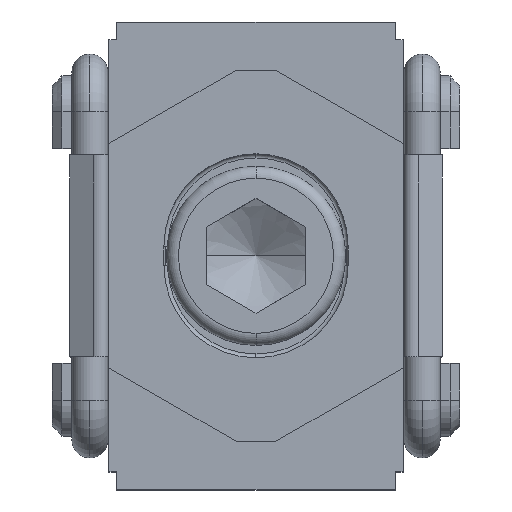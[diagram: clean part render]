
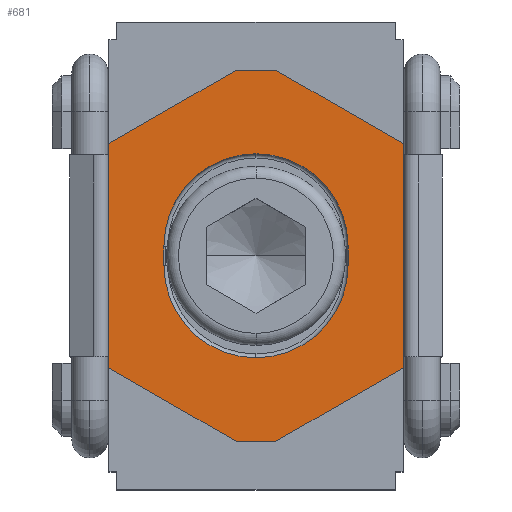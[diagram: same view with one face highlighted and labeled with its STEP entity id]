
A CAD part, top view. The second image highlights one B-rep face of the part: STEP entity #681.
In plain terms, the highlighted planar face has unit normal (0, 0, 1).
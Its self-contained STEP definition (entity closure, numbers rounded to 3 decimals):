
#681=ADVANCED_FACE('',(#1431,#1432),#1433,.T.);
#1431=FACE_OUTER_BOUND('',#2304,.T.);
#1432=FACE_BOUND('',#2305,.T.);
#1433=PLANE('',#2306);
#2304=EDGE_LOOP('',(#4013,#4014,#4015,#4016,#4017,#4018,#4019,#4020));
#2305=EDGE_LOOP('',(#4021,#4022,#4023,#4024));
#2306=AXIS2_PLACEMENT_3D('',#4025,#4026,#4027);
#4013=ORIENTED_EDGE('',*,*,#5598,.T.);
#4014=ORIENTED_EDGE('',*,*,#5599,.F.);
#4015=ORIENTED_EDGE('',*,*,#5600,.T.);
#4016=ORIENTED_EDGE('',*,*,#5601,.F.);
#4017=ORIENTED_EDGE('',*,*,#5602,.T.);
#4018=ORIENTED_EDGE('',*,*,#5603,.F.);
#4019=ORIENTED_EDGE('',*,*,#5604,.T.);
#4020=ORIENTED_EDGE('',*,*,#5605,.F.);
#4021=ORIENTED_EDGE('',*,*,#5606,.T.);
#4022=ORIENTED_EDGE('',*,*,#5607,.T.);
#4023=ORIENTED_EDGE('',*,*,#5608,.T.);
#4024=ORIENTED_EDGE('',*,*,#5609,.T.);
#4025=CARTESIAN_POINT('',(0.,0.,24.876));
#4026=DIRECTION('',(0.0,0.,1.0));
#4027=DIRECTION('',(0.0,1.0,0.));
#5598=EDGE_CURVE('',#6779,#6780,#6781,.T.);
#5599=EDGE_CURVE('',#6782,#6780,#6783,.T.);
#5600=EDGE_CURVE('',#6782,#6784,#6785,.T.);
#5601=EDGE_CURVE('',#6786,#6784,#6787,.T.);
#5602=EDGE_CURVE('',#6786,#6788,#6789,.T.);
#5603=EDGE_CURVE('',#6790,#6788,#6791,.T.);
#5604=EDGE_CURVE('',#6790,#6792,#6793,.T.);
#5605=EDGE_CURVE('',#6779,#6792,#6794,.T.);
#5606=EDGE_CURVE('',#6795,#6796,#6797,.T.);
#5607=EDGE_CURVE('',#6796,#6798,#6799,.T.);
#5608=EDGE_CURVE('',#6798,#6800,#6801,.T.);
#5609=EDGE_CURVE('',#6800,#6795,#6802,.T.);
#6779=VERTEX_POINT('',#8393);
#6780=VERTEX_POINT('',#8394);
#6781=LINE('',#8395,#8396);
#6782=VERTEX_POINT('',#8397);
#6783=LINE('',#8398,#8399);
#6784=VERTEX_POINT('',#8400);
#6785=LINE('',#8401,#8402);
#6786=VERTEX_POINT('',#8403);
#6787=LINE('',#8404,#8405);
#6788=VERTEX_POINT('',#8406);
#6789=LINE('',#8407,#8408);
#6790=VERTEX_POINT('',#8409);
#6791=LINE('',#8410,#8411);
#6792=VERTEX_POINT('',#8412);
#6793=LINE('',#8413,#8414);
#6794=LINE('',#8415,#8416);
#6795=VERTEX_POINT('',#8417);
#6796=VERTEX_POINT('',#8418);
#6797=CIRCLE('',#8419,9.25);
#6798=VERTEX_POINT('',#8420);
#6799=LINE('',#8421,#8422);
#6800=VERTEX_POINT('',#8423);
#6801=CIRCLE('',#8424,9.25);
#6802=LINE('',#8425,#8426);
#8393=CARTESIAN_POINT('',(-2.0,18.65,24.876));
#8394=CARTESIAN_POINT('',(-14.8,11.26,24.876));
#8395=CARTESIAN_POINT('',(-2.,18.65,24.876));
#8396=VECTOR('',#9892,14.78);
#8397=CARTESIAN_POINT('',(-14.8,-11.26,24.876));
#8398=CARTESIAN_POINT('',(-14.8,-11.26,24.876));
#8399=VECTOR('',#9893,22.52);
#8400=CARTESIAN_POINT('',(-2.0,-18.65,24.876));
#8401=CARTESIAN_POINT('',(-14.8,-11.26,24.876));
#8402=VECTOR('',#9894,14.78);
#8403=CARTESIAN_POINT('',(2.,-18.65,24.876));
#8404=CARTESIAN_POINT('',(2.,-18.65,24.876));
#8405=VECTOR('',#9895,4.0);
#8406=CARTESIAN_POINT('',(14.8,-11.26,24.876));
#8407=CARTESIAN_POINT('',(2.0,-18.65,24.876));
#8408=VECTOR('',#9896,14.78);
#8409=CARTESIAN_POINT('',(14.8,11.26,24.876));
#8410=CARTESIAN_POINT('',(14.8,11.26,24.876));
#8411=VECTOR('',#9897,22.52);
#8412=CARTESIAN_POINT('',(2.,18.65,24.876));
#8413=CARTESIAN_POINT('',(14.8,11.26,24.876));
#8414=VECTOR('',#9898,14.78);
#8415=CARTESIAN_POINT('',(-2.0,18.65,24.876));
#8416=VECTOR('',#9899,4.0);
#8417=CARTESIAN_POINT('',(-9.25,1.,24.876));
#8418=CARTESIAN_POINT('',(9.25,1.,24.876));
#8419=AXIS2_PLACEMENT_3D('',#9900,#9901,#9902);
#8420=CARTESIAN_POINT('',(9.25,-1.0,24.876));
#8421=CARTESIAN_POINT('',(9.25,1.,24.876));
#8422=VECTOR('',#9903,2.0);
#8423=CARTESIAN_POINT('',(-9.25,-1.0,24.876));
#8424=AXIS2_PLACEMENT_3D('',#9904,#9905,#9906);
#8425=CARTESIAN_POINT('',(-9.25,-1.0,24.876));
#8426=VECTOR('',#9907,2.0);
#9892=DIRECTION('',(-0.866,-0.5,0.));
#9893=DIRECTION('',(0.0,1.0,0.));
#9894=DIRECTION('',(0.866,-0.5,0.));
#9895=DIRECTION('',(-1.0,0.0,0.0));
#9896=DIRECTION('',(0.866,0.5,0.));
#9897=DIRECTION('',(0.0,-1.0,0.));
#9898=DIRECTION('',(-0.866,0.5,0.));
#9899=DIRECTION('',(1.0,0.0,0.0));
#9900=CARTESIAN_POINT('',(0.,1.,24.876));
#9901=DIRECTION('',(0.0,0.,-1.0));
#9902=DIRECTION('',(1.0,0.0,0.0));
#9903=DIRECTION('',(0.0,-1.0,0.));
#9904=CARTESIAN_POINT('',(0.,-1.0,24.876));
#9905=DIRECTION('',(0.0,0.,-1.0));
#9906=DIRECTION('',(-1.0,0.0,0.0));
#9907=DIRECTION('',(0.0,1.0,0.));
